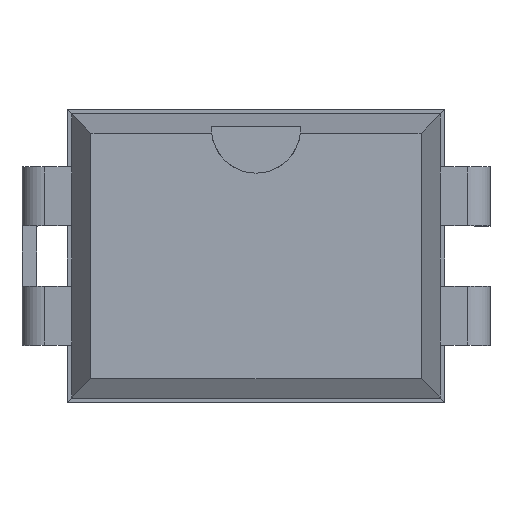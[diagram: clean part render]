
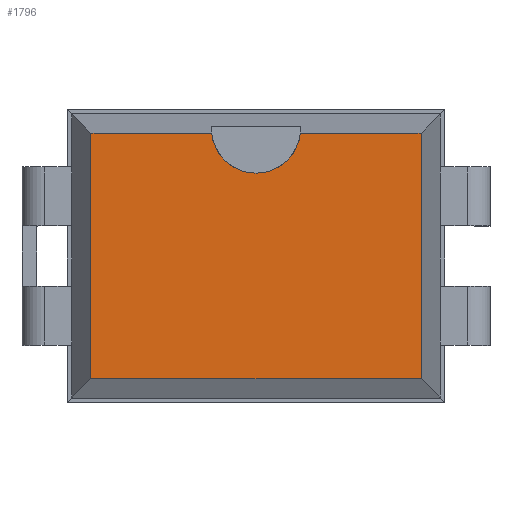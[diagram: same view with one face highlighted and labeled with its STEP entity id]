
A CAD part, top view. The second image highlights one B-rep face of the part: STEP entity #1796.
In plain terms, the highlighted planar face has unit normal (0, 0, 1).
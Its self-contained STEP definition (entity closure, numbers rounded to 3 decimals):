
#27=VECTOR('',#28,1.);
#28=DIRECTION('',(0.,1.,0.));
#34=VECTOR('',#35,1.);
#35=DIRECTION('',(-1.,0.,0.));
#41=VECTOR('',#42,1.);
#42=DIRECTION('',(0.,-1.,0.));
#46=VECTOR('',#47,1.);
#47=DIRECTION('',(1.,0.,0.));
#50=DIRECTION('',(0.,0.,-1.));
#970=VERTEX_POINT('',#971);
#971=CARTESIAN_POINT('',(6.586,0.796,3.68));
#973=ORIENTED_EDGE('',*,*,#974,.F.);
#974=EDGE_CURVE('',#975,#970,#977,.T.);
#975=VERTEX_POINT('',#976);
#976=CARTESIAN_POINT('',(6.586,-3.336,3.68));
#977=LINE('',#976,#27);
#1099=VERTEX_POINT('',#1100);
#1100=CARTESIAN_POINT('',(1.034,0.796,3.68));
#1102=ORIENTED_EDGE('',*,*,#1103,.F.);
#1103=EDGE_CURVE('',#1104,#1099,#1106,.T.);
#1104=VERTEX_POINT('',#1105);
#1105=CARTESIAN_POINT('',(3.064,0.796,3.68));
#1106=LINE('',#971,#34);
#1320=VERTEX_POINT('',#1321);
#1321=CARTESIAN_POINT('',(4.556,0.796,3.68));
#1423=ORIENTED_EDGE('',*,*,#1424,.F.);
#1424=EDGE_CURVE('',#970,#1320,#1106,.T.);
#1530=VERTEX_POINT('',#1531);
#1531=CARTESIAN_POINT('',(1.034,-3.336,3.68));
#1533=ORIENTED_EDGE('',*,*,#1534,.F.);
#1534=EDGE_CURVE('',#1099,#1530,#1535,.T.);
#1535=LINE('',#1100,#41);
#1762=ORIENTED_EDGE('',*,*,#1763,.F.);
#1763=EDGE_CURVE('',#1530,#975,#1764,.T.);
#1764=LINE('',#1531,#46);
#1796=ADVANCED_FACE('',(#1797),#1809,.F.);
#1797=FACE_BOUND('',#1798,.F.);
#1798=EDGE_LOOP('',(#973,#1762,#1533,#1102,#1799,#1807,#1423));
#1799=ORIENTED_EDGE('',*,*,#1800,.F.);
#1800=EDGE_CURVE('',#1801,#1104,#1803,.T.);
#1801=VERTEX_POINT('',#1802);
#1802=CARTESIAN_POINT('',(3.81,0.121,3.68));
#1803=CIRCLE('',#1804,0.75);
#1804=AXIS2_PLACEMENT_3D('',#1805,#1806,#42);
#1805=CARTESIAN_POINT('',(3.81,0.871,3.68));
#1806=DIRECTION('',(0.,0.,-1.));
#1807=ORIENTED_EDGE('',*,*,#1808,.F.);
#1808=EDGE_CURVE('',#1320,#1801,#1803,.T.);
#1809=PLANE('',#1810);
#1810=AXIS2_PLACEMENT_3D('',#976,#50,#1811);
#1811=DIRECTION('',(-0.802,0.597,0.));
